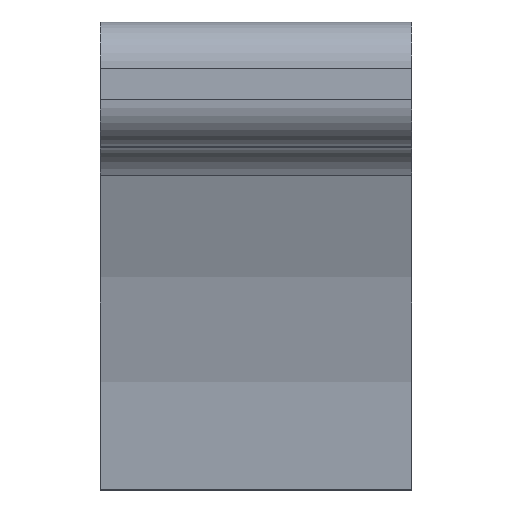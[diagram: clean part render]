
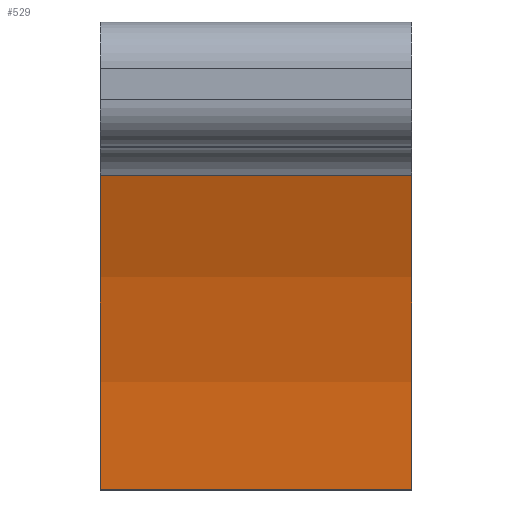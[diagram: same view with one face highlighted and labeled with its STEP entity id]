
A CAD part, top view. The second image highlights one B-rep face of the part: STEP entity #529.
In plain terms, the highlighted cylindrical face has radius 50.9 mm (diameter 101.8 mm), a partial arc.
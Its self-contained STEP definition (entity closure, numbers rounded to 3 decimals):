
#45=FACE_OUTER_BOUND('',#79,.T.);
#79=EDGE_LOOP('',(#421,#422,#423,#424));
#118=LINE('',#911,#156);
#120=LINE('',#914,#158);
#156=VECTOR('',#734,10.);
#158=VECTOR('',#738,10.);
#179=CIRCLE('',#576,50.9);
#193=CIRCLE('',#596,50.9);
#226=VERTEX_POINT('',#842);
#227=VERTEX_POINT('',#844);
#244=VERTEX_POINT('',#890);
#245=VERTEX_POINT('',#892);
#286=EDGE_CURVE('',#226,#227,#179,.T.);
#310=EDGE_CURVE('',#244,#245,#193,.T.);
#320=EDGE_CURVE('',#245,#226,#118,.T.);
#322=EDGE_CURVE('',#244,#227,#120,.T.);
#421=ORIENTED_EDGE('',*,*,#320,.F.);
#422=ORIENTED_EDGE('',*,*,#310,.F.);
#423=ORIENTED_EDGE('',*,*,#322,.T.);
#424=ORIENTED_EDGE('',*,*,#286,.F.);
#510=CYLINDRICAL_SURFACE('',#605,50.9);
#529=ADVANCED_FACE('',(#45),#510,.F.);
#576=AXIS2_PLACEMENT_3D('',#845,#664,#665);
#596=AXIS2_PLACEMENT_3D('',#893,#714,#715);
#605=AXIS2_PLACEMENT_3D('',#913,#736,#737);
#664=DIRECTION('center_axis',(-1.,0.,0.));
#665=DIRECTION('ref_axis',(0.,0.,1.));
#714=DIRECTION('center_axis',(1.,0.,0.));
#715=DIRECTION('ref_axis',(0.,0.,1.));
#734=DIRECTION('',(1.,0.,0.));
#736=DIRECTION('center_axis',(1.,0.,0.));
#737=DIRECTION('ref_axis',(0.,0.,1.));
#738=DIRECTION('',(1.,0.,0.));
#842=CARTESIAN_POINT('',(18.,37.19,-27.574));
#844=CARTESIAN_POINT('',(18.,17.,-31.75));
#845=CARTESIAN_POINT('Origin',(18.,17.,19.15));
#890=CARTESIAN_POINT('',(-2.,17.,-31.75));
#892=CARTESIAN_POINT('',(-2.,37.19,-27.574));
#893=CARTESIAN_POINT('Origin',(-2.,17.,19.15));
#911=CARTESIAN_POINT('',(-2.,37.19,-27.574));
#913=CARTESIAN_POINT('Origin',(-2.,17.,19.15));
#914=CARTESIAN_POINT('',(-2.,17.,-31.75));
